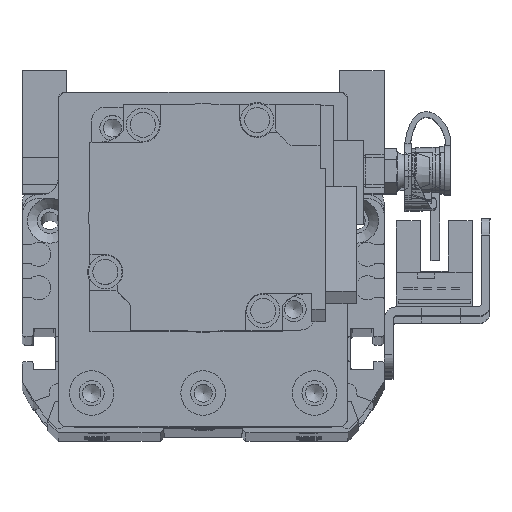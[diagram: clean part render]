
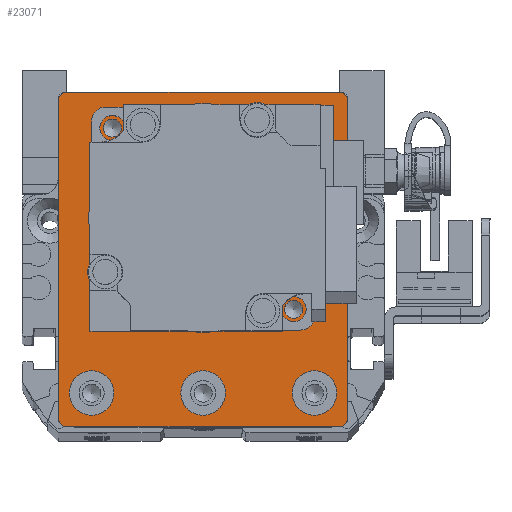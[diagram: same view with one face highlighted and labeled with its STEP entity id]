
A CAD part, top view. The second image highlights one B-rep face of the part: STEP entity #23071.
In plain terms, the highlighted planar face has unit normal (0, 0, 1).
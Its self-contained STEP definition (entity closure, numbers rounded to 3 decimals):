
#1319=FACE_BOUND('',#5130,.T.);
#1320=FACE_BOUND('',#5131,.T.);
#1321=FACE_BOUND('',#5132,.T.);
#1322=FACE_BOUND('',#5133,.T.);
#1323=FACE_BOUND('',#5134,.T.);
#1324=FACE_BOUND('',#5135,.T.);
#1325=FACE_BOUND('',#5136,.T.);
#1326=FACE_BOUND('',#5137,.T.);
#1849=PLANE('',#25755);
#3565=FACE_OUTER_BOUND('',#5129,.T.);
#5129=EDGE_LOOP('',(#21354,#21355,#21356,#21357,#21358,#21359,#21360,#21361));
#5130=EDGE_LOOP('',(#21362));
#5131=EDGE_LOOP('',(#21363));
#5132=EDGE_LOOP('',(#21364));
#5133=EDGE_LOOP('',(#21365));
#5134=EDGE_LOOP('',(#21366));
#5135=EDGE_LOOP('',(#21367));
#5136=EDGE_LOOP('',(#21368));
#5137=EDGE_LOOP('',(#21369));
#6902=LINE('',#40709,#8756);
#6908=LINE('',#40720,#8762);
#6915=LINE('',#40747,#8769);
#6918=LINE('',#40752,#8772);
#6919=LINE('',#40755,#8773);
#6922=LINE('',#40760,#8776);
#6923=LINE('',#40763,#8777);
#6945=LINE('',#40860,#8799);
#8756=VECTOR('',#31973,10.);
#8762=VECTOR('',#31981,10.);
#8769=VECTOR('',#32004,10.);
#8772=VECTOR('',#32009,10.);
#8773=VECTOR('',#32012,10.);
#8776=VECTOR('',#32017,10.);
#8777=VECTOR('',#32020,10.);
#8799=VECTOR('',#32136,10.);
#10019=CIRCLE('',#25718,4.);
#10022=CIRCLE('',#25724,4.);
#10025=CIRCLE('',#25730,4.);
#10027=CIRCLE('',#25735,1.621);
#10029=CIRCLE('',#25739,1.621);
#10031=CIRCLE('',#25743,1.621);
#10033=CIRCLE('',#25747,1.621);
#10036=CIRCLE('',#25753,15.);
#12011=VERTEX_POINT('',#40707);
#12012=VERTEX_POINT('',#40708);
#12016=VERTEX_POINT('',#40718);
#12028=VERTEX_POINT('',#40746);
#12029=VERTEX_POINT('',#40750);
#12030=VERTEX_POINT('',#40754);
#12031=VERTEX_POINT('',#40758);
#12032=VERTEX_POINT('',#40762);
#12039=VERTEX_POINT('',#40785);
#12042=VERTEX_POINT('',#40796);
#12045=VERTEX_POINT('',#40807);
#12048=VERTEX_POINT('',#40818);
#12051=VERTEX_POINT('',#40827);
#12054=VERTEX_POINT('',#40836);
#12057=VERTEX_POINT('',#40845);
#12060=VERTEX_POINT('',#40856);
#15116=EDGE_CURVE('',#12011,#12012,#6902,.T.);
#15122=EDGE_CURVE('',#12011,#12016,#6908,.T.);
#15135=EDGE_CURVE('',#12028,#12016,#6915,.T.);
#15138=EDGE_CURVE('',#12028,#12029,#6918,.T.);
#15139=EDGE_CURVE('',#12030,#12029,#6919,.T.);
#15142=EDGE_CURVE('',#12030,#12031,#6922,.T.);
#15143=EDGE_CURVE('',#12032,#12031,#6923,.T.);
#15153=EDGE_CURVE('',#12039,#12039,#10019,.T.);
#15158=EDGE_CURVE('',#12042,#12042,#10022,.T.);
#15163=EDGE_CURVE('',#12045,#12045,#10025,.T.);
#15168=EDGE_CURVE('',#12048,#12048,#10027,.T.);
#15172=EDGE_CURVE('',#12051,#12051,#10029,.T.);
#15176=EDGE_CURVE('',#12054,#12054,#10031,.T.);
#15180=EDGE_CURVE('',#12057,#12057,#10033,.T.);
#15186=EDGE_CURVE('',#12060,#12060,#10036,.T.);
#15187=EDGE_CURVE('',#12032,#12012,#6945,.T.);
#21354=ORIENTED_EDGE('',*,*,#15116,.F.);
#21355=ORIENTED_EDGE('',*,*,#15122,.T.);
#21356=ORIENTED_EDGE('',*,*,#15135,.F.);
#21357=ORIENTED_EDGE('',*,*,#15138,.T.);
#21358=ORIENTED_EDGE('',*,*,#15139,.F.);
#21359=ORIENTED_EDGE('',*,*,#15142,.T.);
#21360=ORIENTED_EDGE('',*,*,#15143,.F.);
#21361=ORIENTED_EDGE('',*,*,#15187,.T.);
#21362=ORIENTED_EDGE('',*,*,#15153,.T.);
#21363=ORIENTED_EDGE('',*,*,#15158,.T.);
#21364=ORIENTED_EDGE('',*,*,#15163,.T.);
#21365=ORIENTED_EDGE('',*,*,#15168,.T.);
#21366=ORIENTED_EDGE('',*,*,#15172,.T.);
#21367=ORIENTED_EDGE('',*,*,#15176,.T.);
#21368=ORIENTED_EDGE('',*,*,#15180,.T.);
#21369=ORIENTED_EDGE('',*,*,#15186,.T.);
#23071=ADVANCED_FACE('',(#3565,#1319,#1320,#1321,#1322,#1323,#1324,#1325,
#1326),#1849,.T.);
#25718=AXIS2_PLACEMENT_3D('',#40786,#32046,#32047);
#25724=AXIS2_PLACEMENT_3D('',#40797,#32060,#32061);
#25730=AXIS2_PLACEMENT_3D('',#40808,#32074,#32075);
#25735=AXIS2_PLACEMENT_3D('',#40819,#32087,#32088);
#25739=AXIS2_PLACEMENT_3D('',#40828,#32097,#32098);
#25743=AXIS2_PLACEMENT_3D('',#40837,#32107,#32108);
#25747=AXIS2_PLACEMENT_3D('',#40846,#32117,#32118);
#25753=AXIS2_PLACEMENT_3D('',#40858,#32132,#32133);
#25755=AXIS2_PLACEMENT_3D('',#40861,#32137,#32138);
#31973=DIRECTION('',(0.707,0.707,0.));
#31981=DIRECTION('',(0.,-1.,0.));
#32004=DIRECTION('',(-0.707,0.707,0.));
#32009=DIRECTION('',(1.,0.,0.));
#32012=DIRECTION('',(-0.707,-0.707,0.));
#32017=DIRECTION('',(0.,1.,0.));
#32020=DIRECTION('',(0.707,-0.707,0.));
#32046=DIRECTION('center_axis',(0.,0.,-1.));
#32047=DIRECTION('ref_axis',(1.,0.,0.));
#32060=DIRECTION('center_axis',(0.,0.,-1.));
#32061=DIRECTION('ref_axis',(1.,0.,0.));
#32074=DIRECTION('center_axis',(0.,0.,-1.));
#32075=DIRECTION('ref_axis',(1.,0.,0.));
#32087=DIRECTION('center_axis',(0.,0.,-1.));
#32088=DIRECTION('ref_axis',(1.,0.,0.));
#32097=DIRECTION('center_axis',(0.,0.,-1.));
#32098=DIRECTION('ref_axis',(1.,0.,0.));
#32107=DIRECTION('center_axis',(0.,0.,-1.));
#32108=DIRECTION('ref_axis',(1.,0.,0.));
#32117=DIRECTION('center_axis',(0.,0.,-1.));
#32118=DIRECTION('ref_axis',(1.,0.,0.));
#32132=DIRECTION('center_axis',(0.,0.,-1.));
#32133=DIRECTION('ref_axis',(-1.,0.,0.));
#32136=DIRECTION('',(-1.,0.,0.));
#32137=DIRECTION('center_axis',(0.,0.,1.));
#32138=DIRECTION('ref_axis',(1.,0.,0.));
#40707=CARTESIAN_POINT('',(-26.,29.,12.5));
#40708=CARTESIAN_POINT('',(-25.,30.,12.5));
#40709=CARTESIAN_POINT('',(-26.5,28.5,12.5));
#40718=CARTESIAN_POINT('',(-26.,-29.,12.5));
#40720=CARTESIAN_POINT('',(-26.,30.,12.5));
#40746=CARTESIAN_POINT('',(-25.,-30.,12.5));
#40747=CARTESIAN_POINT('',(-26.5,-28.5,12.5));
#40750=CARTESIAN_POINT('',(25.,-30.,12.5));
#40752=CARTESIAN_POINT('',(-26.,-30.,12.5));
#40754=CARTESIAN_POINT('',(26.,-29.,12.5));
#40755=CARTESIAN_POINT('',(26.5,-28.5,12.5));
#40758=CARTESIAN_POINT('',(26.,29.,12.5));
#40760=CARTESIAN_POINT('',(26.,-30.,12.5));
#40762=CARTESIAN_POINT('',(25.,30.,12.5));
#40763=CARTESIAN_POINT('',(26.5,28.5,12.5));
#40785=CARTESIAN_POINT('',(16.,-24.,12.5));
#40786=CARTESIAN_POINT('Origin',(20.,-24.,12.5));
#40796=CARTESIAN_POINT('',(-24.,-24.,12.5));
#40797=CARTESIAN_POINT('Origin',(-20.,-24.,12.5));
#40807=CARTESIAN_POINT('',(-4.,-24.,12.5));
#40808=CARTESIAN_POINT('Origin',(0.,-24.,12.5));
#40818=CARTESIAN_POINT('',(14.642,-8.963,12.5));
#40819=CARTESIAN_POINT('Origin',(16.263,-8.963,12.5));
#40827=CARTESIAN_POINT('',(-17.884,23.563,12.5));
#40828=CARTESIAN_POINT('Origin',(-16.263,23.563,12.5));
#40836=CARTESIAN_POINT('',(14.642,23.563,12.5));
#40837=CARTESIAN_POINT('Origin',(16.263,23.563,12.5));
#40845=CARTESIAN_POINT('',(-17.884,-8.963,12.5));
#40846=CARTESIAN_POINT('Origin',(-16.263,-8.963,12.5));
#40856=CARTESIAN_POINT('',(15.,7.3,12.5));
#40858=CARTESIAN_POINT('Origin',(0.,7.3,12.5));
#40860=CARTESIAN_POINT('',(26.,30.,12.5));
#40861=CARTESIAN_POINT('Origin',(0.,0.,12.5));
